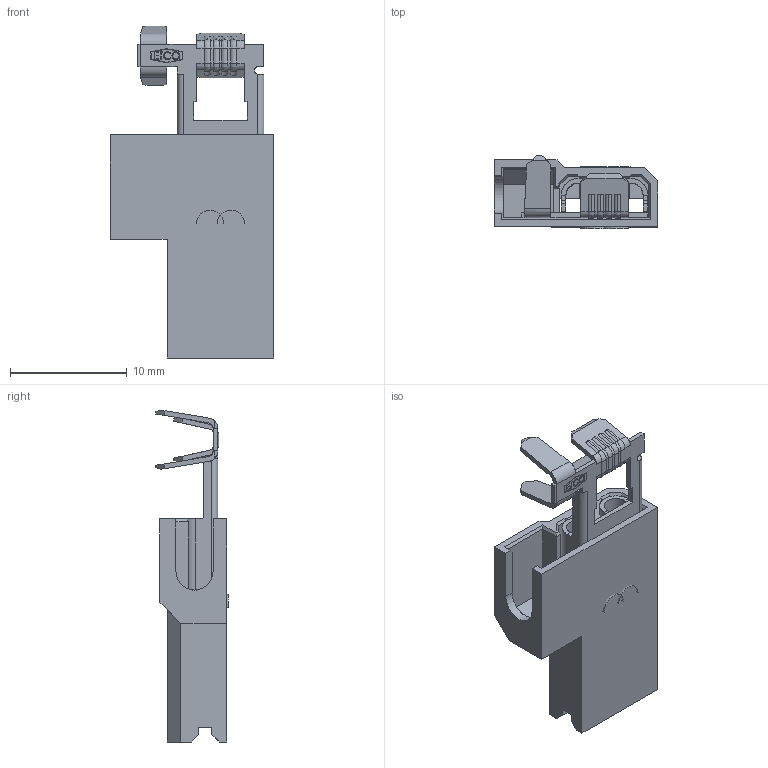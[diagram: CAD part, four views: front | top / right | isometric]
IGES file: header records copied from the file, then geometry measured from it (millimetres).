
Start section: SolidWorks IGES file using analytic representation for surfaces
Global section: file name: 30146.IGS; native system: SolidWorks 2014; preprocessor: SolidWorks 2014; author: sjohnson; date: 150130.143142; units: inch
Bounding box: 14.02 x 6.25 x 28.42 mm (x, y, z)
Surface area: 1788.5 mm2 (no closed solid volume)
Topology: 0 solids, 0 shells, 531 faces, 3709 edges, 3707 vertices
Faces by surface type: bspline 379, revolution 152
